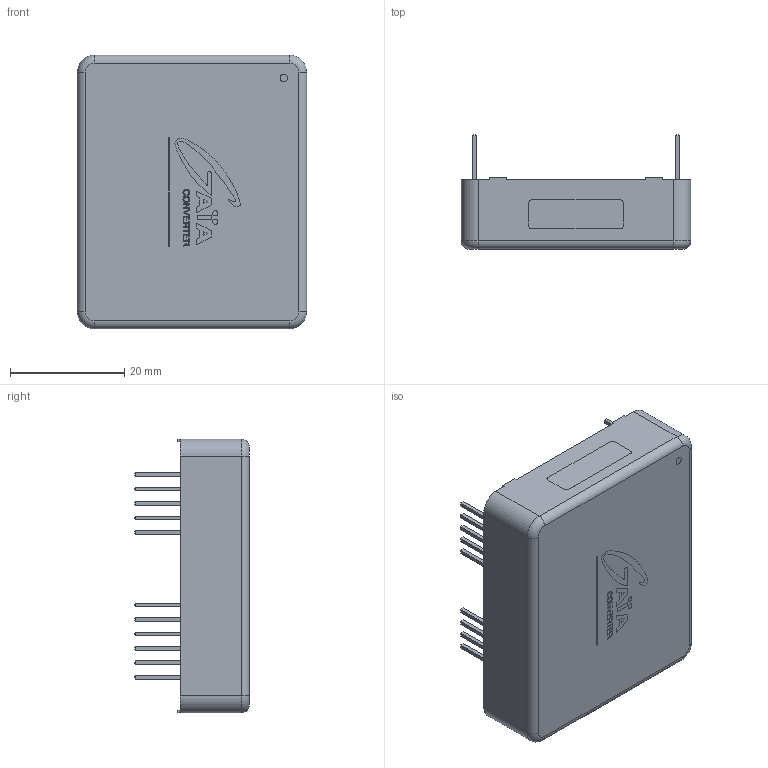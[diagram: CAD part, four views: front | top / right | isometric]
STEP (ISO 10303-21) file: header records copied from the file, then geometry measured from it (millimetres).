
FILE_DESCRIPTION(/* description */ ('Alibre Inc.'),/* implementation_level */ '2;1');
FILE_NAME(/* name */ 'export0',/* time_stamp */ '2018-11-13T13:54:16+01:00',/* author */ (''),/* organization */ (''),/* preprocessor_version */ 'ST-DEVELOPER v17',/* originating_system */ 'Alibre',/* authorisation */ '');
FILE_SCHEMA (('AUTOMOTIVE_DESIGN'));
Length unit declared in the file: millimetre
Bounding box: 40.2 x 20.05 x 48 mm (x, y, z)
Volume: 2204 mm3; surface area: 12538.9 mm2
Topology: 2 solids, 2 shells, 966 faces, 2309 edges, 1487 vertices
Faces by surface type: plane 794, cylinder 147, bspline 13, torus 12
Full cylindrical faces by diameter (mm): 0.4 x72, 0.908 x1, 0.92 x1, 1.3 x1
Entity records: 25823 total; most frequent: CARTESIAN_POINT 5193, ORIENTED_EDGE 4462, DIRECTION 3306, EDGE_CURVE 2231, VECTOR 1743, LINE 1743, VERTEX_POINT 1484, EDGE_LOOP 1209
